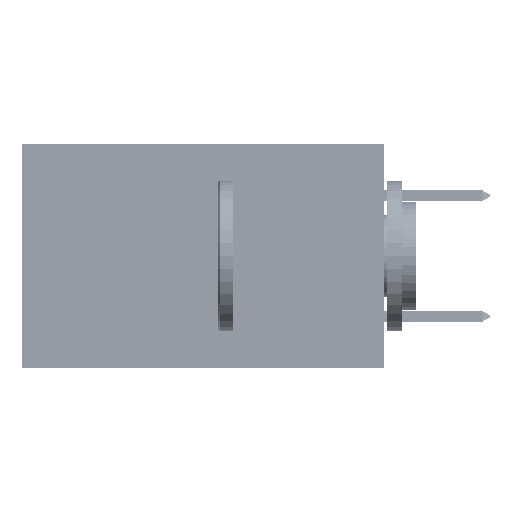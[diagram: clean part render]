
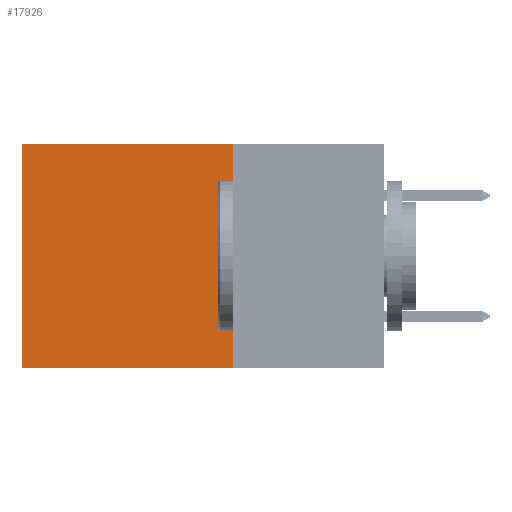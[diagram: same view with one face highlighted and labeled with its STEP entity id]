
A CAD part, left-side view. The second image highlights one B-rep face of the part: STEP entity #17926.
In plain terms, the highlighted planar face has unit normal (-1, 0, 0).
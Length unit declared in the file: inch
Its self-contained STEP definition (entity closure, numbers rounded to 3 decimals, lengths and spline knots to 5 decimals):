
#1913 = LINE ( 'NONE', #35392, #13726 ) ;
#4759 = EDGE_CURVE ( 'NONE', #12044, #18192, #25071, .T. ) ;
#5310 = VERTEX_POINT ( 'NONE', #32855 ) ;
#5557 = CARTESIAN_POINT ( 'NONE',  ( 0.2875, 0.25, 0. ) ) ;
#7571 = CARTESIAN_POINT ( 'NONE',  ( 0.2875, 0.6, 0. ) ) ;
#9312 = EDGE_CURVE ( 'NONE', #40083, #5310, #17259, .T. ) ;
#9875 = ORIENTED_EDGE ( 'NONE', *, *, #9312, .T. ) ;
#11061 = FACE_OUTER_BOUND ( 'NONE', #33452, .T. ) ;
#12001 = ORIENTED_EDGE ( 'NONE', *, *, #32966, .T. ) ;
#12044 = VERTEX_POINT ( 'NONE', #46494 ) ;
#12940 = DIRECTION ( 'NONE',  ( 0., 0., -1. ) ) ;
#13609 = CARTESIAN_POINT ( 'NONE',  ( 0.2875, 0.25, 0. ) ) ;
#13726 = VECTOR ( 'NONE', #12940, 39.37008 ) ;
#14394 = CARTESIAN_POINT ( 'NONE',  ( 0.2875, 0.25, -0.37 ) ) ;
#15062 = VECTOR ( 'NONE', #37928, 39.37008 ) ;
#17259 = LINE ( 'NONE', #43001, #34847 ) ;
#17926 = ADVANCED_FACE ( 'NONE', ( #11061 ), #28372, .F. ) ;
#17976 = LINE ( 'NONE', #7571, #15062 ) ;
#18192 = VERTEX_POINT ( 'NONE', #37833 ) ;
#18366 = ORIENTED_EDGE ( 'NONE', *, *, #4759, .F. ) ;
#21006 = DIRECTION ( 'NONE',  ( 0., 0., -1. ) ) ;
#22332 = EDGE_CURVE ( 'NONE', #40083, #12044, #1913, .T. ) ;
#25071 = LINE ( 'NONE', #14394, #28058 ) ;
#26136 = DIRECTION ( 'NONE',  ( 0., 1., 0. ) ) ;
#28058 = VECTOR ( 'NONE', #26136, 39.37008 ) ;
#28105 = DIRECTION ( 'NONE',  ( 0., 1., 0. ) ) ;
#28372 = PLANE ( 'NONE',  #33757 ) ;
#32855 = CARTESIAN_POINT ( 'NONE',  ( 0.2875, 0.6, 0. ) ) ;
#32966 = EDGE_CURVE ( 'NONE', #5310, #18192, #17976, .T. ) ;
#33062 = ORIENTED_EDGE ( 'NONE', *, *, #22332, .F. ) ;
#33452 = EDGE_LOOP ( 'NONE', ( #12001, #18366, #33062, #9875 ) ) ;
#33757 = AXIS2_PLACEMENT_3D ( 'NONE', #13609, #43623, #21006 ) ;
#34847 = VECTOR ( 'NONE', #28105, 39.37008 ) ;
#35392 = CARTESIAN_POINT ( 'NONE',  ( 0.2875, 0.25, 0. ) ) ;
#37833 = CARTESIAN_POINT ( 'NONE',  ( 0.2875, 0.6, -0.37 ) ) ;
#37928 = DIRECTION ( 'NONE',  ( 0., 0., -1. ) ) ;
#40083 = VERTEX_POINT ( 'NONE', #5557 ) ;
#43001 = CARTESIAN_POINT ( 'NONE',  ( 0.2875, 0.25, 0. ) ) ;
#43623 = DIRECTION ( 'NONE',  ( 1., 0., 0. ) ) ;
#46494 = CARTESIAN_POINT ( 'NONE',  ( 0.2875, 0.25, -0.37 ) ) ;
